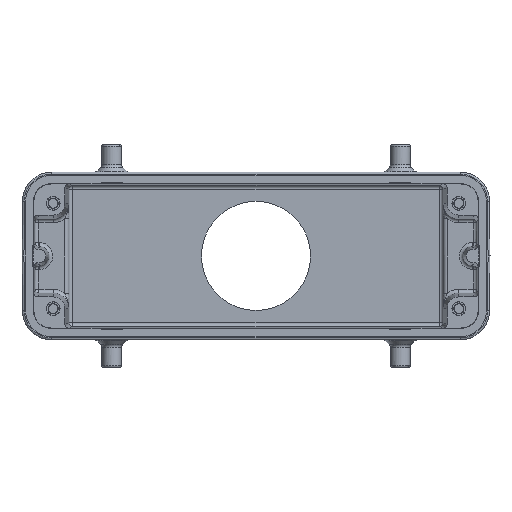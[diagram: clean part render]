
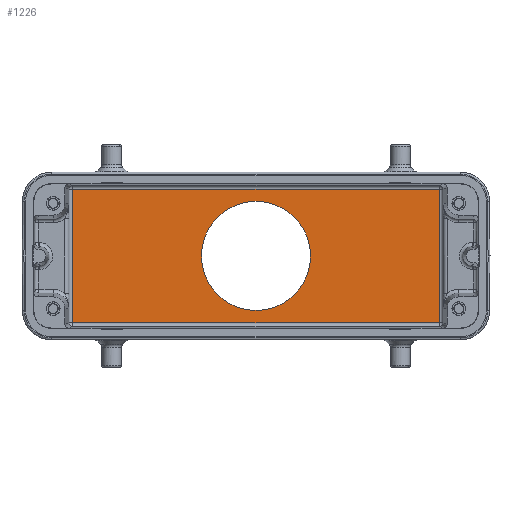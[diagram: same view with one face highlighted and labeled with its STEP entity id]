
A CAD part, front view. The second image highlights one B-rep face of the part: STEP entity #1226.
In plain terms, the highlighted planar face has unit normal (0, -1, 0).
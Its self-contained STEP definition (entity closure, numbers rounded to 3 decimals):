
#512=CIRCLE('',#9139,14.);
#836=FACE_BOUND('',#2456,.T.);
#837=FACE_BOUND('',#2457,.T.);
#1226=ADVANCED_FACE('NONE',(#836,#837),#1553,.F.);
#1553=PLANE('',#9140);
#2456=EDGE_LOOP('',(#4417));
#2457=EDGE_LOOP('',(#4418,#4419,#4420,#4421));
#4417=ORIENTED_EDGE('',*,*,#6872,.T.);
#4418=ORIENTED_EDGE('',*,*,#6739,.F.);
#4419=ORIENTED_EDGE('',*,*,#6789,.F.);
#4420=ORIENTED_EDGE('',*,*,#6751,.F.);
#4421=ORIENTED_EDGE('',*,*,#6873,.T.);
#5618=VERTEX_POINT('',#15948);
#5621=VERTEX_POINT('',#15955);
#5653=VERTEX_POINT('',#16230);
#5658=VERTEX_POINT('',#16382);
#5737=VERTEX_POINT('',#16709);
#6739=EDGE_CURVE('NONE',#5621,#5653,#7617,.T.);
#6751=EDGE_CURVE('NONE',#5658,#5618,#7622,.T.);
#6789=EDGE_CURVE('NONE',#5618,#5621,#7641,.T.);
#6872=EDGE_CURVE('',#5737,#5737,#512,.T.);
#6873=EDGE_CURVE('NONE',#5658,#5653,#7700,.T.);
#7617=LINE('',#16232,#8379);
#7622=LINE('',#16384,#8384);
#7641=LINE('',#16484,#8403);
#7700=LINE('',#16710,#8462);
#8379=VECTOR('',#10877,1.);
#8384=VECTOR('',#10894,1.);
#8403=VECTOR('',#10963,1.);
#8462=VECTOR('',#11100,1.);
#9139=AXIS2_PLACEMENT_3D('',#16708,#11098,#11099);
#9140=AXIS2_PLACEMENT_3D('',#16711,#11101,#11102);
#10877=DIRECTION('',(0.,0.,-1.));
#10894=DIRECTION('',(0.,0.,1.));
#10963=DIRECTION('',(1.,0.,0.));
#11098=DIRECTION('',(0.,1.,0.));
#11099=DIRECTION('',(0.,0.,1.));
#11100=DIRECTION('',(1.,0.,0.));
#11101=DIRECTION('',(0.,1.,0.));
#11102=DIRECTION('',(0.,0.,1.));
#15948=CARTESIAN_POINT('',(-47.,52.,17.135));
#15955=CARTESIAN_POINT('',(47.,52.,17.135));
#16230=CARTESIAN_POINT('',(47.,52.,-17.135));
#16232=CARTESIAN_POINT('',(47.,52.,-18.5));
#16382=CARTESIAN_POINT('',(-47.,52.,-17.135));
#16384=CARTESIAN_POINT('',(-47.,52.,-18.5));
#16484=CARTESIAN_POINT('',(57.,52.,17.135));
#16708=CARTESIAN_POINT('',(0.,52.,0.016));
#16709=CARTESIAN_POINT('',(0.,52.,14.016));
#16710=CARTESIAN_POINT('',(-216.432,52.,-17.135));
#16711=CARTESIAN_POINT('',(57.,52.,-18.5));
